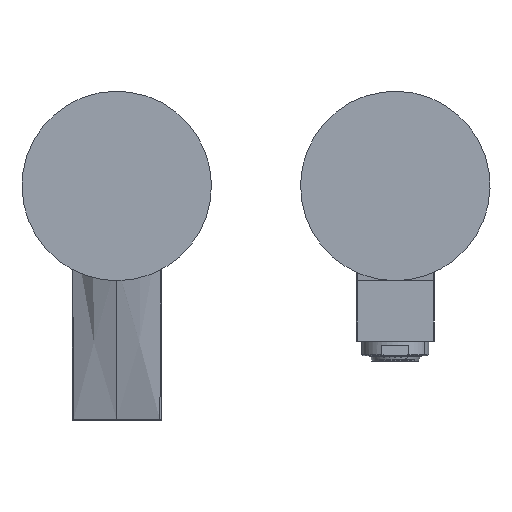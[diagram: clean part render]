
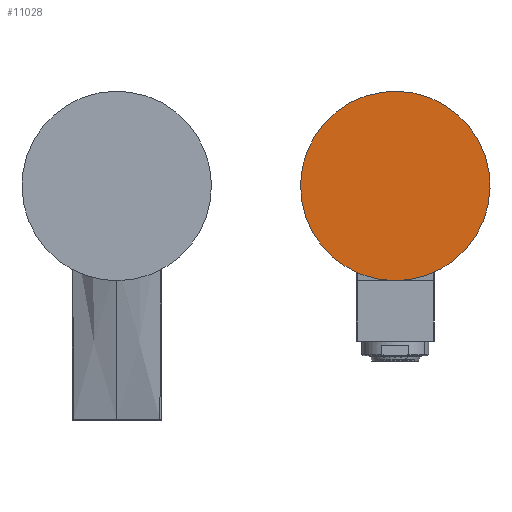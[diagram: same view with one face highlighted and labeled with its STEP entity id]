
A CAD part, left-side view. The second image highlights one B-rep face of the part: STEP entity #11028.
In plain terms, the highlighted face is planar.
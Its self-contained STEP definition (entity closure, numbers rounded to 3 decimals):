
#11005=CARTESIAN_POINT('Axis2P3D Location',(0.,0.,0.)) ;
#11010=CARTESIAN_POINT('Axis2P3D Location',(0.,0.,0.)) ;
#11014=CARTESIAN_POINT('Vertex',(-29.838,16.3,0.)) ;
#11016=CARTESIAN_POINT('Vertex',(29.838,-16.3,0.)) ;
#11019=CARTESIAN_POINT('Axis2P3D Location',(0.,0.,0.)) ;
#11006=DIRECTION('Axis2P3D Direction',(0.,-0.,-1.)) ;
#11007=DIRECTION('Axis2P3D XDirection',(1.,0.,0.)) ;
#11011=DIRECTION('Axis2P3D Direction',(0.,-0.,-1.)) ;
#11020=DIRECTION('Axis2P3D Direction',(0.,-0.,-1.)) ;
#11008=AXIS2_PLACEMENT_3D('Plane Axis2P3D',#11005,#11006,#11007) ;
#11012=AXIS2_PLACEMENT_3D('Circle Axis2P3D',#11010,#11011,$) ;
#11021=AXIS2_PLACEMENT_3D('Circle Axis2P3D',#11019,#11020,$) ;
#11013=CIRCLE('generated circle',#11012,34.) ;
#11022=CIRCLE('generated circle',#11021,34.) ;
#11009=PLANE('',#11008) ;
#11018=EDGE_CURVE('',#11015,#11017,#11013,.T.) ;
#11023=EDGE_CURVE('',#11017,#11015,#11022,.T.) ;
#11025=ORIENTED_EDGE('',*,*,#11018,.T.) ;
#11026=ORIENTED_EDGE('',*,*,#11023,.T.) ;
#11024=EDGE_LOOP('',(#11025,#11026)) ;
#11015=VERTEX_POINT('',#11014) ;
#11017=VERTEX_POINT('',#11016) ;
#11028=ADVANCED_FACE('Low',(#11027),#11009,.T.) ;
#11027=FACE_OUTER_BOUND('',#11024,.T.) ;
